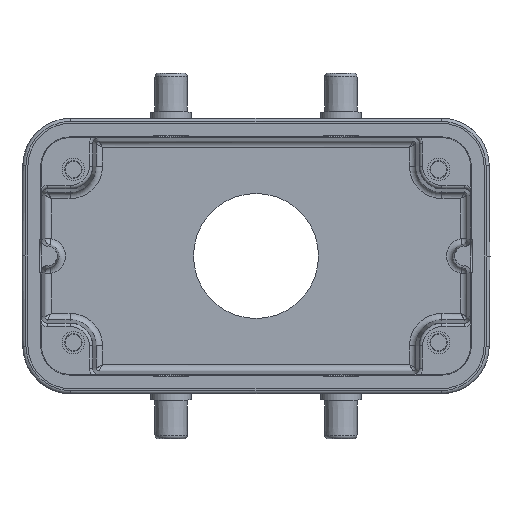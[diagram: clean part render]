
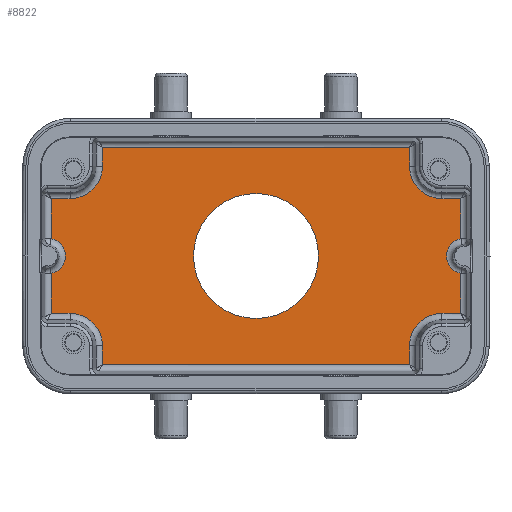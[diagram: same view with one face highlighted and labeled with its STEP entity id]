
A CAD part, front view. The second image highlights one B-rep face of the part: STEP entity #8822.
In plain terms, the highlighted planar face has unit normal (0, -1, 0).
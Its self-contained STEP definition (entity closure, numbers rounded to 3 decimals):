
#1878=CARTESIAN_POINT('',(32.5,19.35,0.));
#1879=DIRECTION('',(0.,-1.,0.));
#1880=DIRECTION('',(-0.2,0.,0.98));
#1881=AXIS2_PLACEMENT_3D('',#1878,#1879,#1880);
#1883=CARTESIAN_POINT('',(29.,19.35,-14.));
#1884=DIRECTION('',(0.,-1.,0.));
#1885=DIRECTION('',(0.,0.,1.));
#1886=AXIS2_PLACEMENT_3D('',#1883,#1884,#1885);
#1888=CARTESIAN_POINT('',(-29.,19.35,-14.));
#1889=DIRECTION('',(0.,-1.,0.));
#1890=DIRECTION('',(1.,0.,0.));
#1891=AXIS2_PLACEMENT_3D('',#1888,#1889,#1890);
#1893=CARTESIAN_POINT('',(-32.5,19.35,0.));
#1894=DIRECTION('',(0.,-1.,0.));
#1895=DIRECTION('',(0.2,0.,-0.98));
#1896=AXIS2_PLACEMENT_3D('',#1893,#1894,#1895);
#1898=CARTESIAN_POINT('',(-29.,19.35,14.));
#1899=DIRECTION('',(0.,-1.,0.));
#1900=DIRECTION('',(0.,0.,-1.));
#1901=AXIS2_PLACEMENT_3D('',#1898,#1899,#1900);
#1903=CARTESIAN_POINT('',(29.,19.35,14.));
#1904=DIRECTION('',(0.,-1.,0.));
#1905=DIRECTION('',(-1.,0.,0.));
#1906=AXIS2_PLACEMENT_3D('',#1903,#1904,#1905);
#1908=CARTESIAN_POINT('',(0.,19.35,0.));
#1909=DIRECTION('',(0.,-1.,0.));
#1910=DIRECTION('',(-1.,0.,0.));
#1911=AXIS2_PLACEMENT_3D('',#1908,#1909,#1910);
#1913=CARTESIAN_POINT('',(0.,19.35,0.));
#1914=DIRECTION('',(0.,-1.,0.));
#1915=DIRECTION('',(1.,0.,0.));
#1916=AXIS2_PLACEMENT_3D('',#1913,#1914,#1915);
#1922=DIRECTION('',(0.,0.,1.));
#1923=VECTOR('',#1922,6.23);
#1924=CARTESIAN_POINT('',(31.947,19.35,2.717));
#1925=LINE('',#1924,#1923);
#2832=DIRECTION('',(0.,0.,-1.));
#2833=VECTOR('',#2832,2.946);
#2834=CARTESIAN_POINT('',(-23.946,19.35,
-14.));
#2835=LINE('',#2834,#2833);
#2877=DIRECTION('',(1.,0.,0.));
#2878=VECTOR('',#2877,2.946);
#2879=CARTESIAN_POINT('',(-31.946,19.35,
-8.946));
#2880=LINE('',#2879,#2878);
#2885=DIRECTION('',(0.,0.,-1.));
#2886=VECTOR('',#2885,6.23);
#2887=CARTESIAN_POINT('',(-31.947,19.35,
-2.717));
#2888=LINE('',#2887,#2886);
#2982=DIRECTION('',(0.,0.,-1.));
#2983=VECTOR('',#2982,6.23);
#2984=CARTESIAN_POINT('',(-31.946,19.35,8.946));
#2985=LINE('',#2984,#2983);
#2999=DIRECTION('',(-1.,0.,0.));
#3000=VECTOR('',#2999,2.946);
#3001=CARTESIAN_POINT('',(-29.,19.35,8.947));
#3002=LINE('',#3001,#3000);
#3044=DIRECTION('',(0.,0.,-1.));
#3045=VECTOR('',#3044,2.946);
#3046=CARTESIAN_POINT('',(-23.946,19.35,16.946));
#3047=LINE('',#3046,#3045);
#3048=DIRECTION('',(-1.,0.,0.));
#3049=VECTOR('',#3048,47.893);
#3050=CARTESIAN_POINT('',(23.946,19.35,16.946));
#3051=LINE('',#3050,#3049);
#3074=DIRECTION('',(0.,0.,1.));
#3075=VECTOR('',#3074,2.946);
#3076=CARTESIAN_POINT('',(23.946,19.35,14.));
#3077=LINE('',#3076,#3075);
#3119=DIRECTION('',(-1.,0.,0.));
#3120=VECTOR('',#3119,2.946);
#3121=CARTESIAN_POINT('',(31.946,19.35,8.946));
#3122=LINE('',#3121,#3120);
#3123=DIRECTION('',(1.,0.,0.));
#3124=VECTOR('',#3123,47.893);
#3125=CARTESIAN_POINT('',(-23.946,19.35,
-16.946));
#3126=LINE('',#3125,#3124);
#3162=DIRECTION('',(0.,0.,1.));
#3163=VECTOR('',#3162,2.946);
#3164=CARTESIAN_POINT('',(23.946,19.35,-16.946));
#3165=LINE('',#3164,#3163);
#3586=DIRECTION('',(0.,0.,1.));
#3587=VECTOR('',#3586,6.23);
#3588=CARTESIAN_POINT('',(31.946,19.35,-8.946));
#3589=LINE('',#3588,#3587);
#3687=DIRECTION('',(1.,0.,0.));
#3688=VECTOR('',#3687,2.946);
#3689=CARTESIAN_POINT('',(29.,19.35,-8.947));
#3690=LINE('',#3689,#3688);
#5630=CARTESIAN_POINT('',(9.75,19.35,0.));
#5631=VERTEX_POINT('',#5630);
#5632=CARTESIAN_POINT('',(-9.75,19.35,0.));
#5633=VERTEX_POINT('',#5632);
#5634=CARTESIAN_POINT('',(31.947,19.35,2.717));
#5635=CARTESIAN_POINT('',(31.946,19.35,8.946));
#5636=VERTEX_POINT('',#5634);
#5637=VERTEX_POINT('',#5635);
#5638=CARTESIAN_POINT('',(31.946,19.35,-2.716));
#5639=VERTEX_POINT('',#5638);
#5640=CARTESIAN_POINT('',(31.946,19.35,-8.946));
#5641=VERTEX_POINT('',#5640);
#5642=CARTESIAN_POINT('',(29.,19.35,-8.947));
#5643=VERTEX_POINT('',#5642);
#5644=CARTESIAN_POINT('',(23.947,19.35,-14.001));
#5645=VERTEX_POINT('',#5644);
#5646=CARTESIAN_POINT('',(23.946,19.35,-16.946));
#5647=VERTEX_POINT('',#5646);
#5648=CARTESIAN_POINT('',(-23.946,19.35,
-16.946));
#5649=VERTEX_POINT('',#5648);
#5650=CARTESIAN_POINT('',(-23.946,19.35,
-14.));
#5651=VERTEX_POINT('',#5650);
#5652=CARTESIAN_POINT('',(-29.001,19.35,-8.947));
#5653=VERTEX_POINT('',#5652);
#5654=CARTESIAN_POINT('',(-31.946,19.35,
-8.946));
#5655=VERTEX_POINT('',#5654);
#5656=CARTESIAN_POINT('',(-31.947,19.35,
-2.717));
#5657=VERTEX_POINT('',#5656);
#5658=CARTESIAN_POINT('',(-31.946,19.35,2.716));
#5659=VERTEX_POINT('',#5658);
#5660=CARTESIAN_POINT('',(-31.946,19.35,8.946));
#5661=VERTEX_POINT('',#5660);
#5662=CARTESIAN_POINT('',(-29.,19.35,8.947));
#5663=VERTEX_POINT('',#5662);
#5664=CARTESIAN_POINT('',(-23.947,19.35,14.001));
#5665=VERTEX_POINT('',#5664);
#5666=CARTESIAN_POINT('',(-23.946,19.35,16.946));
#5667=VERTEX_POINT('',#5666);
#5668=CARTESIAN_POINT('',(23.946,19.35,16.946));
#5669=VERTEX_POINT('',#5668);
#5670=CARTESIAN_POINT('',(23.946,19.35,14.));
#5671=VERTEX_POINT('',#5670);
#5672=CARTESIAN_POINT('',(29.001,19.35,8.947));
#5673=VERTEX_POINT('',#5672);
#8771=CARTESIAN_POINT('',(0.,19.35,-21.5));
#8772=DIRECTION('',(0.,-1.,0.));
#8773=DIRECTION('',(0.,0.,-1.));
#8774=AXIS2_PLACEMENT_3D('',#8771,#8772,#8773);
#8775=PLANE('',#8774);
#8777=ORIENTED_EDGE('',*,*,#8776,.F.);
#8779=ORIENTED_EDGE('',*,*,#8778,.T.);
#8781=ORIENTED_EDGE('',*,*,#8780,.F.);
#8783=ORIENTED_EDGE('',*,*,#8782,.F.);
#8785=ORIENTED_EDGE('',*,*,#8784,.T.);
#8787=ORIENTED_EDGE('',*,*,#8786,.F.);
#8789=ORIENTED_EDGE('',*,*,#8788,.F.);
#8791=ORIENTED_EDGE('',*,*,#8790,.F.);
#8793=ORIENTED_EDGE('',*,*,#8792,.T.);
#8795=ORIENTED_EDGE('',*,*,#8794,.F.);
#8797=ORIENTED_EDGE('',*,*,#8796,.F.);
#8799=ORIENTED_EDGE('',*,*,#8798,.T.);
#8801=ORIENTED_EDGE('',*,*,#8800,.F.);
#8803=ORIENTED_EDGE('',*,*,#8802,.F.);
#8805=ORIENTED_EDGE('',*,*,#8804,.T.);
#8807=ORIENTED_EDGE('',*,*,#8806,.F.);
#8809=ORIENTED_EDGE('',*,*,#8808,.F.);
#8811=ORIENTED_EDGE('',*,*,#8810,.F.);
#8813=ORIENTED_EDGE('',*,*,#8812,.T.);
#8815=ORIENTED_EDGE('',*,*,#8814,.F.);
#8816=EDGE_LOOP('',(#8777,#8779,#8781,#8783,#8785,#8787,#8789,#8791,#8793,#8795,
#8797,#8799,#8801,#8803,#8805,#8807,#8809,#8811,#8813,#8815));
#8817=FACE_OUTER_BOUND('',#8816,.F.);
#8818=ORIENTED_EDGE('',*,*,#8751,.T.);
#8819=ORIENTED_EDGE('',*,*,#8765,.T.);
#8820=EDGE_LOOP('',(#8818,#8819));
#8821=FACE_BOUND('',#8820,.F.);
#1882=CIRCLE('',#1881,2.772);
#1887=CIRCLE('',#1886,5.053);
#1892=CIRCLE('',#1891,5.053);
#1897=CIRCLE('',#1896,2.772);
#1902=CIRCLE('',#1901,5.053);
#1907=CIRCLE('',#1906,5.053);
#1912=CIRCLE('',#1911,9.75);
#1917=CIRCLE('',#1916,9.75);
#8751=EDGE_CURVE('',#5633,#5631,#1912,.T.);
#8765=EDGE_CURVE('',#5631,#5633,#1917,.T.);
#8776=EDGE_CURVE('',#5636,#5637,#1925,.T.);
#8778=EDGE_CURVE('',#5636,#5639,#1882,.T.);
#8780=EDGE_CURVE('',#5641,#5639,#3589,.T.);
#8782=EDGE_CURVE('',#5643,#5641,#3690,.T.);
#8784=EDGE_CURVE('',#5643,#5645,#1887,.T.);
#8786=EDGE_CURVE('',#5647,#5645,#3165,.T.);
#8788=EDGE_CURVE('',#5649,#5647,#3126,.T.);
#8790=EDGE_CURVE('',#5651,#5649,#2835,.T.);
#8792=EDGE_CURVE('',#5651,#5653,#1892,.T.);
#8794=EDGE_CURVE('',#5655,#5653,#2880,.T.);
#8796=EDGE_CURVE('',#5657,#5655,#2888,.T.);
#8798=EDGE_CURVE('',#5657,#5659,#1897,.T.);
#8800=EDGE_CURVE('',#5661,#5659,#2985,.T.);
#8802=EDGE_CURVE('',#5663,#5661,#3002,.T.);
#8804=EDGE_CURVE('',#5663,#5665,#1902,.T.);
#8806=EDGE_CURVE('',#5667,#5665,#3047,.T.);
#8808=EDGE_CURVE('',#5669,#5667,#3051,.T.);
#8810=EDGE_CURVE('',#5671,#5669,#3077,.T.);
#8812=EDGE_CURVE('',#5671,#5673,#1907,.T.);
#8814=EDGE_CURVE('',#5637,#5673,#3122,.T.);
#8822=ADVANCED_FACE('',(#8817,#8821),#8775,.T.);
